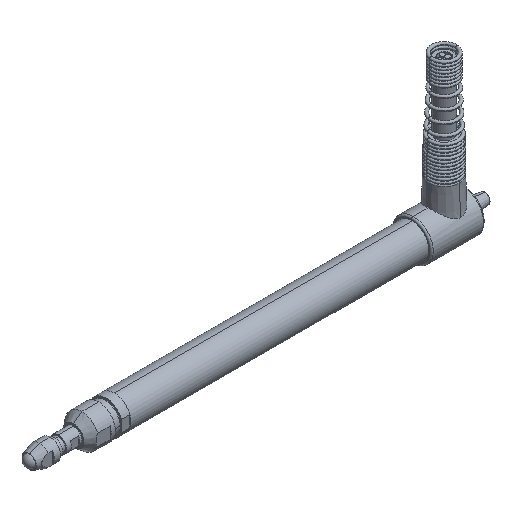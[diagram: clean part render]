
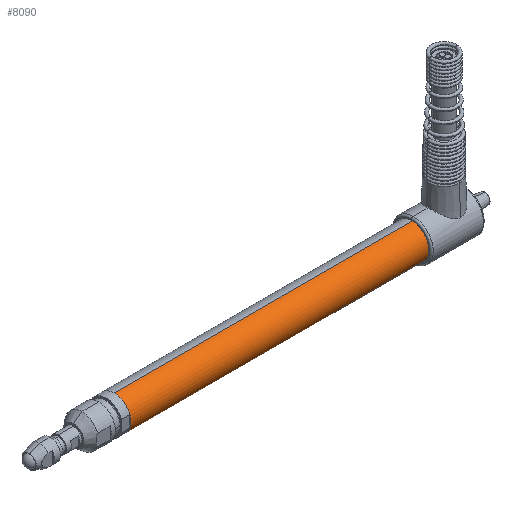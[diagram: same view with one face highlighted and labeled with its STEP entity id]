
A CAD part, isometric view. The second image highlights one B-rep face of the part: STEP entity #8090.
In plain terms, the highlighted cylindrical face has radius 4 mm (diameter 8 mm), a partial arc.
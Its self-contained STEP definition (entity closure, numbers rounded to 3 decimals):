
#224 = CARTESIAN_POINT ( 'NONE',  ( -9.5, 0., 0. ) ) ;
#263 = VERTEX_POINT ( 'NONE', #923 ) ;
#583 = CARTESIAN_POINT ( 'NONE',  ( -9.052, -3.75, -1.392 ) ) ;
#682 = AXIS2_PLACEMENT_3D ( 'NONE', #1130, #3934, #7600 ) ;
#890 = CARTESIAN_POINT ( 'NONE',  ( -341.293, -3.75, -1.392 ) ) ;
#917 = ORIENTED_EDGE ( 'NONE', *, *, #1139, .T. ) ;
#923 = CARTESIAN_POINT ( 'NONE',  ( -9.052, 0., -4. ) ) ;
#1130 = CARTESIAN_POINT ( 'NONE',  ( -341.293, 0., 0. ) ) ;
#1139 = EDGE_CURVE ( 'NONE', #2608, #2156, #7807, .T. ) ;
#1534 = CARTESIAN_POINT ( 'NONE',  ( -341.293, 0., 4. ) ) ;
#1898 = VECTOR ( 'NONE', #7896, 1000. ) ;
#2032 = VECTOR ( 'NONE', #7269, 1000. ) ;
#2060 = DIRECTION ( 'NONE',  ( 0., 0., 1. ) ) ;
#2064 = LINE ( 'NONE', #4003, #3080 ) ;
#2156 = VERTEX_POINT ( 'NONE', #3767 ) ;
#2168 = EDGE_CURVE ( 'NONE', #263, #5346, #8679, .T. ) ;
#2487 = CARTESIAN_POINT ( 'NONE',  ( -85.5, 0., -4. ) ) ;
#2583 = EDGE_CURVE ( 'NONE', #263, #4126, #5847, .T. ) ;
#2608 = VERTEX_POINT ( 'NONE', #7229 ) ;
#2762 = DIRECTION ( 'NONE',  ( -1., 0., 0. ) ) ;
#3080 = VECTOR ( 'NONE', #4875, 1000. ) ;
#3199 = CARTESIAN_POINT ( 'NONE',  ( -9.052, -3.75, 1.392 ) ) ;
#3314 = VERTEX_POINT ( 'NONE', #3199 ) ;
#3430 = AXIS2_PLACEMENT_3D ( 'NONE', #5964, #7205, #8108 ) ;
#3445 = VECTOR ( 'NONE', #3697, 1000. ) ;
#3469 = AXIS2_PLACEMENT_3D ( 'NONE', #5932, #8016, #8809 ) ;
#3519 = EDGE_CURVE ( 'NONE', #7400, #5145, #9125, .T. ) ;
#3648 = CARTESIAN_POINT ( 'NONE',  ( -9.5, -3.75, -1.392 ) ) ;
#3697 = DIRECTION ( 'NONE',  ( -1., 0., 0. ) ) ;
#3767 = CARTESIAN_POINT ( 'NONE',  ( -85.5, 0., 4. ) ) ;
#3848 = CYLINDRICAL_SURFACE ( 'NONE', #682, 4. ) ;
#3934 = DIRECTION ( 'NONE',  ( -1., 0., 0. ) ) ;
#3983 = EDGE_CURVE ( 'NONE', #3314, #2608, #9283, .T. ) ;
#4003 = CARTESIAN_POINT ( 'NONE',  ( -341.293, -3.75, 1.392 ) ) ;
#4126 = VERTEX_POINT ( 'NONE', #2487 ) ;
#4412 = ORIENTED_EDGE ( 'NONE', *, *, #3519, .F. ) ;
#4875 = DIRECTION ( 'NONE',  ( -1., 0., 0. ) ) ;
#5125 = CARTESIAN_POINT ( 'NONE',  ( -341.293, 0., -4. ) ) ;
#5145 = VERTEX_POINT ( 'NONE', #3648 ) ;
#5212 = AXIS2_PLACEMENT_3D ( 'NONE', #8332, #2762, #2060 ) ;
#5346 = VERTEX_POINT ( 'NONE', #583 ) ;
#5505 = CARTESIAN_POINT ( 'NONE',  ( -9.5, -3.75, 1.392 ) ) ;
#5534 = CIRCLE ( 'NONE', #3469, 4. ) ;
#5563 = EDGE_LOOP ( 'NONE', ( #7664, #5628, #9268, #4412, #9108, #5784, #917, #6968 ) ) ;
#5628 = ORIENTED_EDGE ( 'NONE', *, *, #2168, .T. ) ;
#5632 = LINE ( 'NONE', #890, #2032 ) ;
#5695 = DIRECTION ( 'NONE',  ( 0., 0., -1. ) ) ;
#5784 = ORIENTED_EDGE ( 'NONE', *, *, #3983, .T. ) ;
#5847 = LINE ( 'NONE', #5125, #3445 ) ;
#5932 = CARTESIAN_POINT ( 'NONE',  ( -85.5, 0., 0. ) ) ;
#5964 = CARTESIAN_POINT ( 'NONE',  ( -9.052, 0., 0. ) ) ;
#6610 = EDGE_CURVE ( 'NONE', #4126, #2156, #5534, .T. ) ;
#6968 = ORIENTED_EDGE ( 'NONE', *, *, #6610, .F. ) ;
#7205 = DIRECTION ( 'NONE',  ( -1., 0., 0. ) ) ;
#7229 = CARTESIAN_POINT ( 'NONE',  ( -9.052, 0., 4. ) ) ;
#7269 = DIRECTION ( 'NONE',  ( 1., 0., 0. ) ) ;
#7400 = VERTEX_POINT ( 'NONE', #5505 ) ;
#7600 = DIRECTION ( 'NONE',  ( 0., 0., 1. ) ) ;
#7664 = ORIENTED_EDGE ( 'NONE', *, *, #2583, .F. ) ;
#7807 = LINE ( 'NONE', #1534, #1898 ) ;
#7896 = DIRECTION ( 'NONE',  ( -1., 0., 0. ) ) ;
#7980 = DIRECTION ( 'NONE',  ( 1., 0., 0. ) ) ;
#8016 = DIRECTION ( 'NONE',  ( -1., 0., 0. ) ) ;
#8090 = ADVANCED_FACE ( 'NONE', ( #8702 ), #3848, .T. ) ;
#8108 = DIRECTION ( 'NONE',  ( 0., 0., 1. ) ) ;
#8332 = CARTESIAN_POINT ( 'NONE',  ( -9.052, 0., 0. ) ) ;
#8379 = EDGE_CURVE ( 'NONE', #3314, #7400, #2064, .T. ) ;
#8466 = EDGE_CURVE ( 'NONE', #5145, #5346, #5632, .T. ) ;
#8677 = AXIS2_PLACEMENT_3D ( 'NONE', #224, #7980, #5695 ) ;
#8679 = CIRCLE ( 'NONE', #3430, 4. ) ;
#8702 = FACE_OUTER_BOUND ( 'NONE', #5563, .T. ) ;
#8809 = DIRECTION ( 'NONE',  ( 0., 0., 1. ) ) ;
#9108 = ORIENTED_EDGE ( 'NONE', *, *, #8379, .F. ) ;
#9125 = CIRCLE ( 'NONE', #8677, 4. ) ;
#9268 = ORIENTED_EDGE ( 'NONE', *, *, #8466, .F. ) ;
#9283 = CIRCLE ( 'NONE', #5212, 4. ) ;
